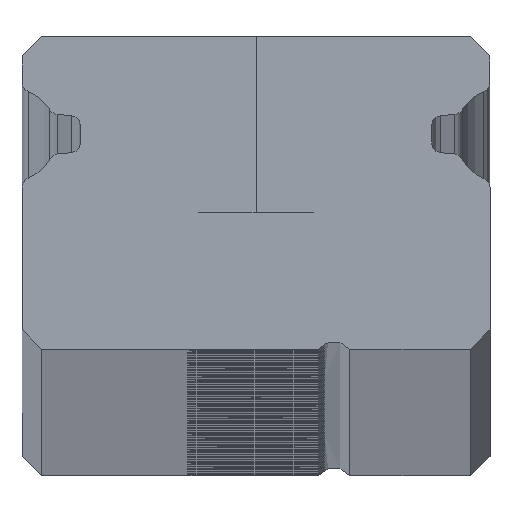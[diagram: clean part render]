
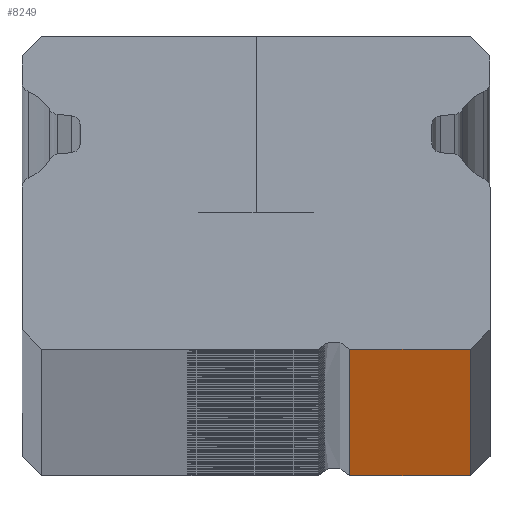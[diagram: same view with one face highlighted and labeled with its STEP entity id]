
A CAD part, top view. The second image highlights one B-rep face of the part: STEP entity #8249.
In plain terms, the highlighted planar face has unit normal (0, -1, 0).
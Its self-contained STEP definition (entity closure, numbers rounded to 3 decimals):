
#589 = CARTESIAN_POINT ( 'NONE',  ( 5.484, -5.5, 925. ) ) ;
#1335 = CARTESIAN_POINT ( 'NONE',  ( 2.393, -5.5, 925. ) ) ;
#1484 = DIRECTION ( 'NONE',  ( 0., 0., -1. ) ) ;
#1738 = ORIENTED_EDGE ( 'NONE', *, *, #2217, .T. ) ;
#2217 = EDGE_CURVE ( 'NONE', #9616, #14340, #14399, .T. ) ;
#2344 = VERTEX_POINT ( 'NONE', #7561 ) ;
#2449 = VECTOR ( 'NONE', #10505, 1000. ) ;
#2567 = DIRECTION ( 'NONE',  ( 0., 1., 0. ) ) ;
#3872 = VECTOR ( 'NONE', #1484, 1000. ) ;
#5305 = EDGE_LOOP ( 'NONE', ( #1738, #8419, #9827, #5840 ) ) ;
#5840 = ORIENTED_EDGE ( 'NONE', *, *, #8197, .T. ) ;
#6040 = DIRECTION ( 'NONE',  ( 1., 0., 0. ) ) ;
#6423 = CARTESIAN_POINT ( 'NONE',  ( 2.393, -5.5, -925. ) ) ;
#6540 = CARTESIAN_POINT ( 'NONE',  ( 5.484, -5.5, -925. ) ) ;
#7050 = CARTESIAN_POINT ( 'NONE',  ( 5.484, -5.5, 925. ) ) ;
#7359 = FACE_OUTER_BOUND ( 'NONE', #5305, .T. ) ;
#7561 = CARTESIAN_POINT ( 'NONE',  ( 2.393, -5.5, 925. ) ) ;
#8197 = EDGE_CURVE ( 'NONE', #2344, #9616, #12780, .T. ) ;
#8249 = ADVANCED_FACE ( 'NONE', ( #7359 ), #14026, .F. ) ;
#8381 = CARTESIAN_POINT ( 'NONE',  ( 2.393, -5.5, 925. ) ) ;
#8419 = ORIENTED_EDGE ( 'NONE', *, *, #11554, .F. ) ;
#9334 = DIRECTION ( 'NONE',  ( 0., 0., -1. ) ) ;
#9616 = VERTEX_POINT ( 'NONE', #6423 ) ;
#9827 = ORIENTED_EDGE ( 'NONE', *, *, #10511, .F. ) ;
#10025 = VECTOR ( 'NONE', #6040, 1000. ) ;
#10393 = LINE ( 'NONE', #11851, #10025 ) ;
#10505 = DIRECTION ( 'NONE',  ( 1., 0., 0. ) ) ;
#10511 = EDGE_CURVE ( 'NONE', #2344, #13286, #10393, .T. ) ;
#11554 = EDGE_CURVE ( 'NONE', #13286, #14340, #14831, .T. ) ;
#11696 = CARTESIAN_POINT ( 'NONE',  ( 2.393, -5.5, -925. ) ) ;
#11851 = CARTESIAN_POINT ( 'NONE',  ( 2.393, -5.5, 925. ) ) ;
#12780 = LINE ( 'NONE', #8381, #3872 ) ;
#12797 = AXIS2_PLACEMENT_3D ( 'NONE', #1335, #2567, #14215 ) ;
#13200 = VECTOR ( 'NONE', #9334, 1000. ) ;
#13286 = VERTEX_POINT ( 'NONE', #589 ) ;
#14026 = PLANE ( 'NONE',  #12797 ) ;
#14215 = DIRECTION ( 'NONE',  ( 0., 0., 1. ) ) ;
#14340 = VERTEX_POINT ( 'NONE', #6540 ) ;
#14399 = LINE ( 'NONE', #11696, #2449 ) ;
#14831 = LINE ( 'NONE', #7050, #13200 ) ;
